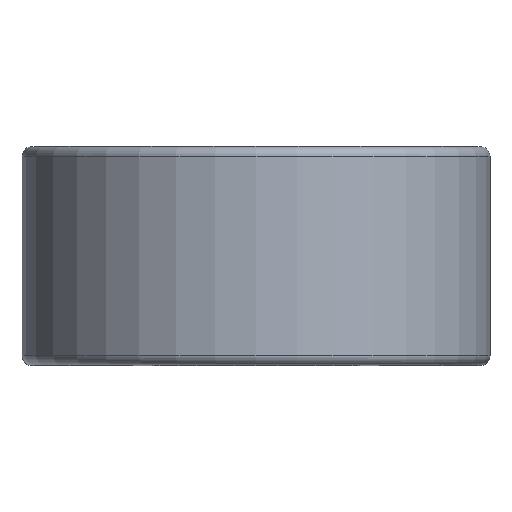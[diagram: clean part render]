
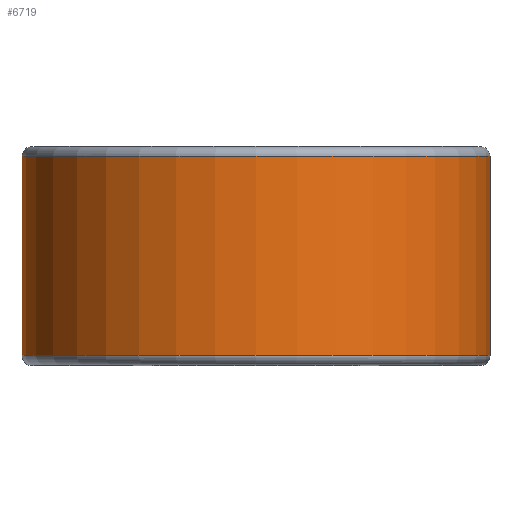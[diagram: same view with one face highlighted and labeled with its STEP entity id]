
A CAD part, top view. The second image highlights one B-rep face of the part: STEP entity #6719.
In plain terms, the highlighted cylindrical face has radius 11.9 mm (diameter 23.8 mm), a partial arc.
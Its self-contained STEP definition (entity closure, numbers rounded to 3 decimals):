
#55=CYLINDRICAL_SURFACE('',#7010,11.9);
#79=CIRCLE('',#6987,11.9);
#83=CIRCLE('',#6997,11.9);
#718=FACE_OUTER_BOUND('',#1119,.T.);
#1119=EDGE_LOOP('',(#6129,#6130,#6131,#6132));
#1784=LINE('',#12441,#2439);
#1785=LINE('',#12442,#2440);
#2439=VECTOR('',#8203,10.);
#2440=VECTOR('',#8204,10.);
#3316=VERTEX_POINT('',#12295);
#3317=VERTEX_POINT('',#12299);
#3319=VERTEX_POINT('',#12312);
#3321=VERTEX_POINT('',#12318);
#4248=EDGE_CURVE('',#3316,#3317,#79,.T.);
#4259=EDGE_CURVE('',#3319,#3321,#83,.T.);
#4278=EDGE_CURVE('',#3316,#3321,#1784,.T.);
#4279=EDGE_CURVE('',#3317,#3319,#1785,.T.);
#6129=ORIENTED_EDGE('',*,*,#4248,.F.);
#6130=ORIENTED_EDGE('',*,*,#4278,.T.);
#6131=ORIENTED_EDGE('',*,*,#4259,.F.);
#6132=ORIENTED_EDGE('',*,*,#4279,.F.);
#6719=ADVANCED_FACE('',(#718),#55,.T.);
#6987=AXIS2_PLACEMENT_3D('',#12301,#8138,#8139);
#6997=AXIS2_PLACEMENT_3D('',#12322,#8164,#8165);
#7010=AXIS2_PLACEMENT_3D('',#12440,#8201,#8202);
#8138=DIRECTION('center_axis',(0.,-1.,0.));
#8139=DIRECTION('ref_axis',(0.,0.,1.));
#8164=DIRECTION('center_axis',(0.,1.,0.));
#8165=DIRECTION('ref_axis',(0.,0.,1.));
#8201=DIRECTION('center_axis',(0.,1.,0.));
#8202=DIRECTION('ref_axis',(-1.,0.,0.));
#8203=DIRECTION('',(0.,1.,0.));
#8204=DIRECTION('',(0.,1.,0.));
#12295=CARTESIAN_POINT('',(11.9,-5.06,11.9));
#12299=CARTESIAN_POINT('',(-11.9,-5.06,11.9));
#12301=CARTESIAN_POINT('Origin',(0.,-5.06,11.9));
#12312=CARTESIAN_POINT('',(-11.9,5.06,11.9));
#12318=CARTESIAN_POINT('',(11.9,5.06,11.9));
#12322=CARTESIAN_POINT('Origin',(0.,5.06,11.9));
#12440=CARTESIAN_POINT('Origin',(0.,0.,11.9));
#12441=CARTESIAN_POINT('',(11.9,0.,11.9));
#12442=CARTESIAN_POINT('',(-11.9,0.,11.9));
